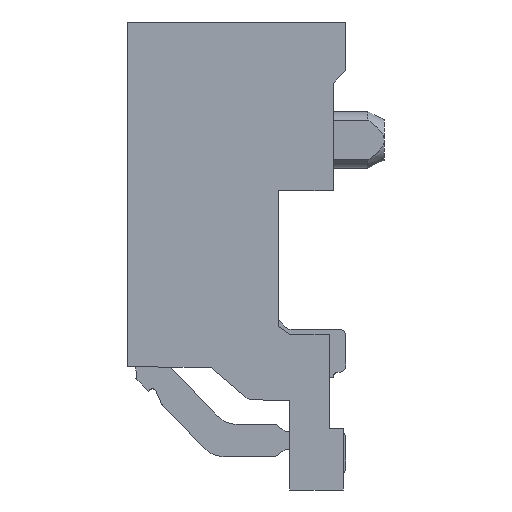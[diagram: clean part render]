
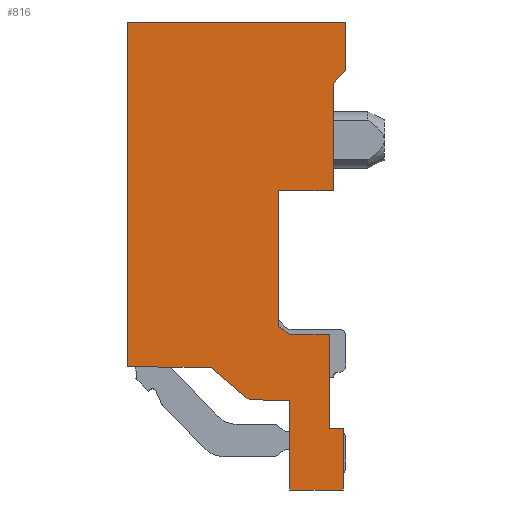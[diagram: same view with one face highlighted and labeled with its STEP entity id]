
A CAD part, left-side view. The second image highlights one B-rep face of the part: STEP entity #816.
In plain terms, the highlighted planar face has unit normal (-1, 0, 0).
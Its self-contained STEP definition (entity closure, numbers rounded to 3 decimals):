
#816=ADVANCED_FACE('',(#3513),#2245,.T.);
#2245=PLANE('',#29201);
#3513=FACE_OUTER_BOUND('',#4958,.T.);
#4958=EDGE_LOOP('',(#8237,#8238,#8239,#8240,#8241,#8242,#8243,#8244,#8245,
#8246,#8247,#8248,#8249,#8250,#8251,#8252,#8253));
#8237=ORIENTED_EDGE('',*,*,#18923,.F.);
#8238=ORIENTED_EDGE('',*,*,#18580,.F.);
#8239=ORIENTED_EDGE('',*,*,#18586,.T.);
#8240=ORIENTED_EDGE('',*,*,#18917,.T.);
#8241=ORIENTED_EDGE('',*,*,#18616,.F.);
#8242=ORIENTED_EDGE('',*,*,#18882,.F.);
#8243=ORIENTED_EDGE('',*,*,#18935,.F.);
#8244=ORIENTED_EDGE('',*,*,#18936,.T.);
#8245=ORIENTED_EDGE('',*,*,#18937,.T.);
#8246=ORIENTED_EDGE('',*,*,#18938,.F.);
#8247=ORIENTED_EDGE('',*,*,#18536,.T.);
#8248=ORIENTED_EDGE('',*,*,#18939,.T.);
#8249=ORIENTED_EDGE('',*,*,#17790,.T.);
#8250=ORIENTED_EDGE('',*,*,#18940,.T.);
#8251=ORIENTED_EDGE('',*,*,#18941,.F.);
#8252=ORIENTED_EDGE('',*,*,#18942,.T.);
#8253=ORIENTED_EDGE('',*,*,#18943,.F.);
#15104=VERTEX_POINT('',#39289);
#15105=VERTEX_POINT('',#39291);
#15717=VERTEX_POINT('',#40736);
#15719=VERTEX_POINT('',#40740);
#15750=VERTEX_POINT('',#40898);
#15751=VERTEX_POINT('',#40899);
#15755=VERTEX_POINT('',#40909);
#15785=VERTEX_POINT('',#40970);
#15786=VERTEX_POINT('',#40972);
#15971=VERTEX_POINT('',#41468);
#15991=VERTEX_POINT('',#41546);
#15998=VERTEX_POINT('',#41566);
#15999=VERTEX_POINT('',#41570);
#16000=VERTEX_POINT('',#41572);
#16001=VERTEX_POINT('',#41576);
#16002=VERTEX_POINT('',#41578);
#16003=VERTEX_POINT('',#41580);
#17790=EDGE_CURVE('',#15105,#15104,#21940,.T.);
#18536=EDGE_CURVE('',#15717,#15719,#22685,.T.);
#18580=EDGE_CURVE('',#15750,#15751,#22709,.T.);
#18586=EDGE_CURVE('',#15750,#15755,#22715,.T.);
#18616=EDGE_CURVE('',#15785,#15786,#22745,.T.);
#18882=EDGE_CURVE('',#15971,#15785,#23011,.T.);
#18917=EDGE_CURVE('',#15755,#15786,#23046,.T.);
#18923=EDGE_CURVE('',#15751,#15991,#23052,.T.);
#18935=EDGE_CURVE('',#15998,#15971,#23064,.T.);
#18936=EDGE_CURVE('',#15998,#15999,#23065,.T.);
#18937=EDGE_CURVE('',#15999,#16000,#23066,.T.);
#18938=EDGE_CURVE('',#15717,#16000,#23067,.T.);
#18939=EDGE_CURVE('',#15719,#15105,#23068,.T.);
#18940=EDGE_CURVE('',#15104,#16001,#23069,.T.);
#18941=EDGE_CURVE('',#16002,#16001,#23070,.T.);
#18942=EDGE_CURVE('',#16002,#16003,#23071,.T.);
#18943=EDGE_CURVE('',#15991,#16003,#23072,.T.);
#21940=LINE('',#39290,#25732);
#22685=LINE('',#40741,#26477);
#22709=LINE('',#40897,#26501);
#22715=LINE('',#40910,#26507);
#22745=LINE('',#40971,#26537);
#23011=LINE('',#41469,#26803);
#23046=LINE('',#41534,#26838);
#23052=LINE('',#41545,#26844);
#23064=LINE('',#41567,#26856);
#23065=LINE('',#41569,#26857);
#23066=LINE('',#41571,#26858);
#23067=LINE('',#41573,#26859);
#23068=LINE('',#41574,#26860);
#23069=LINE('',#41575,#26861);
#23070=LINE('',#41577,#26862);
#23071=LINE('',#41579,#26863);
#23072=LINE('',#41581,#26864);
#25732=VECTOR('',#31330,1.);
#26477=VECTOR('',#32257,1.);
#26501=VECTOR('',#32341,1.);
#26507=VECTOR('',#32349,1.);
#26537=VECTOR('',#32381,1.);
#26803=VECTOR('',#32739,1.);
#26838=VECTOR('',#32802,1.);
#26844=VECTOR('',#32812,1.);
#26856=VECTOR('',#32828,1.);
#26857=VECTOR('',#32831,1.);
#26858=VECTOR('',#32832,1.);
#26859=VECTOR('',#32833,1.);
#26860=VECTOR('',#32834,1.);
#26861=VECTOR('',#32835,1.);
#26862=VECTOR('',#32836,1.);
#26863=VECTOR('',#32837,1.);
#26864=VECTOR('',#32838,1.);
#29201=AXIS2_PLACEMENT_3D('',#41582,#32839,#32840);
#31330=DIRECTION('',(0.,0.,1.));
#32257=DIRECTION('',(0.,0.,1.));
#32341=DIRECTION('',(0.,0.707,-0.707));
#32349=DIRECTION('',(0.,0.,1.));
#32381=DIRECTION('',(0.,0.,1.));
#32739=DIRECTION('',(0.,1.,0.017));
#32802=DIRECTION('',(0.,1.,0.));
#32812=DIRECTION('',(0.,0.,-1.));
#32828=DIRECTION('',(0.,0.766,0.643));
#32831=DIRECTION('',(0.,-1.,-0.017));
#32832=DIRECTION('',(0.,0.,-1.));
#32833=DIRECTION('',(0.,1.,0.));
#32834=DIRECTION('',(0.,1.,0.));
#32835=DIRECTION('',(0.,1.,0.));
#32836=DIRECTION('',(0.,-0.832,-0.555));
#32837=DIRECTION('',(0.,0.,1.));
#32838=DIRECTION('',(0.,1.,0.));
#32839=DIRECTION('',(-1.,0.,0.));
#32840=DIRECTION('',(0.,0.,1.));
#39289=CARTESIAN_POINT('',(41.3,0.4,-1.935));
#39290=CARTESIAN_POINT('',(41.3,0.4,-4.25));
#39291=CARTESIAN_POINT('',(41.3,0.4,-4.25));
#40736=CARTESIAN_POINT('',(41.3,0.05,-5.75));
#40740=CARTESIAN_POINT('',(41.3,0.05,-4.25));
#40741=CARTESIAN_POINT('',(41.3,0.05,-5.75));
#40897=CARTESIAN_POINT('',(41.3,0.,4.55));
#40898=CARTESIAN_POINT('',(41.3,0.,4.55));
#40899=CARTESIAN_POINT('',(41.3,0.3,4.25));
#40909=CARTESIAN_POINT('',(41.3,0.,5.75));
#40910=CARTESIAN_POINT('',(41.3,0.,4.55));
#40970=CARTESIAN_POINT('',(41.3,5.35,-2.714));
#40971=CARTESIAN_POINT('',(41.3,5.35,-2.714));
#40972=CARTESIAN_POINT('',(41.3,5.35,5.75));
#41468=CARTESIAN_POINT('',(41.3,3.303,-2.75));
#41469=CARTESIAN_POINT('',(41.3,3.303,-2.75));
#41534=CARTESIAN_POINT('',(41.3,0.,5.75));
#41545=CARTESIAN_POINT('',(41.3,0.3,4.25));
#41546=CARTESIAN_POINT('',(41.3,0.3,1.6));
#41566=CARTESIAN_POINT('',(41.3,2.371,-3.533));
#41567=CARTESIAN_POINT('',(41.3,2.371,-3.533));
#41569=CARTESIAN_POINT('',(41.3,2.371,-3.533));
#41570=CARTESIAN_POINT('',(41.3,1.375,-3.55));
#41571=CARTESIAN_POINT('',(41.3,1.375,-3.55));
#41572=CARTESIAN_POINT('',(41.3,1.375,-5.75));
#41573=CARTESIAN_POINT('',(41.3,0.05,-5.75));
#41574=CARTESIAN_POINT('',(41.3,0.05,-4.25));
#41575=CARTESIAN_POINT('',(41.3,0.4,-1.935));
#41576=CARTESIAN_POINT('',(41.3,1.35,-1.935));
#41577=CARTESIAN_POINT('',(41.3,1.65,-1.735));
#41578=CARTESIAN_POINT('',(41.3,1.65,-1.735));
#41579=CARTESIAN_POINT('',(41.3,1.65,-1.735));
#41580=CARTESIAN_POINT('',(41.3,1.65,1.6));
#41581=CARTESIAN_POINT('',(41.3,0.3,1.6));
#41582=CARTESIAN_POINT('',(41.3,0.,-5.75));
